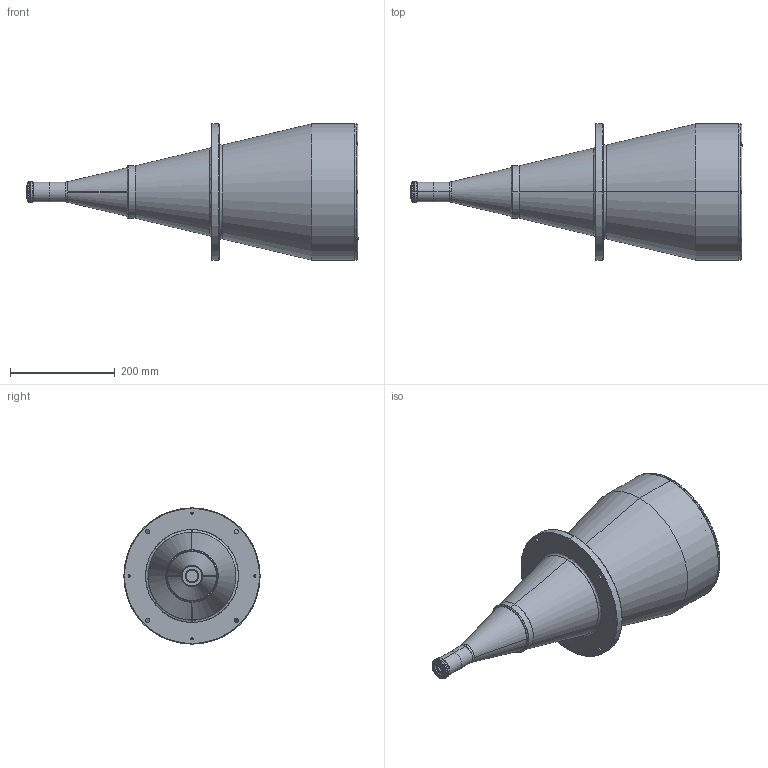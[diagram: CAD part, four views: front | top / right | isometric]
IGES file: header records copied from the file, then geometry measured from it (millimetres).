
Start section: SolidWorks IGES file using analytic representation for surfaces
Global section: file name: TC23172.IGS; native system: SolidWorks 2013; preprocessor: SolidWorks 2013; author: michela; date: 130422.121944; units: millimetre
Bounding box: 633.83 x 260 x 260 mm (x, y, z)
Surface area: 458803.2 mm2 (no closed solid volume)
Topology: 0 solids, 0 shells, 146 faces, 3902 edges, 3902 vertices
Faces by surface type: revolution 89, bspline 57
